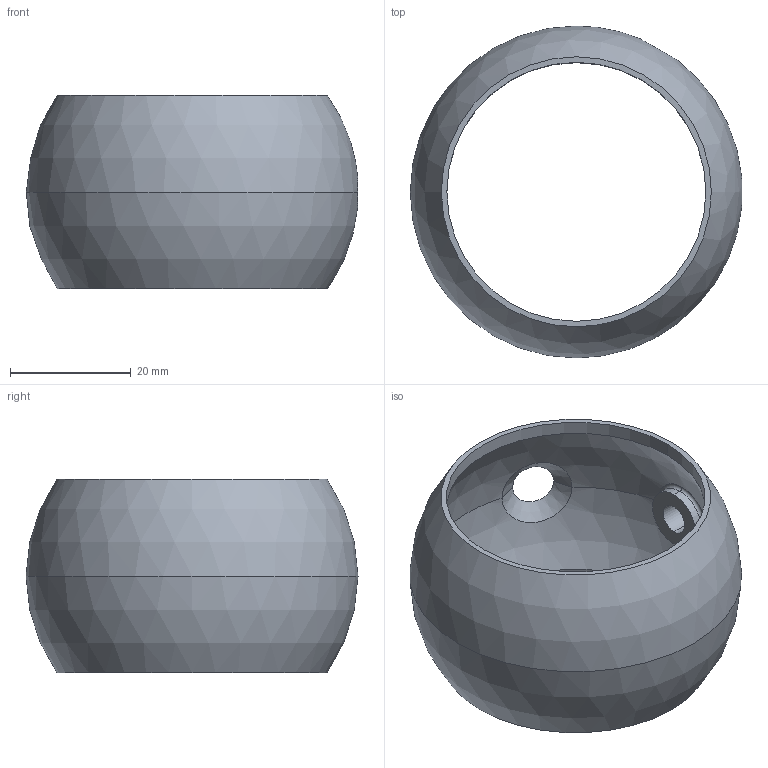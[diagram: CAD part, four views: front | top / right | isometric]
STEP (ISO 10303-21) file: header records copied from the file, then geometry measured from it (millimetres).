
FILE_DESCRIPTION (( 'STEP AP203' ), '1' );
FILE_NAME ('0100000000003852_24_A6_42-55-35-B.STEP', '2022-10-26T10:50:00', ( '' ), ( '' ), 'SwSTEP 2.0', 'SolidWorks 2019', '' );
FILE_SCHEMA (( 'CONFIG_CONTROL_DESIGN' ));
Length unit declared in the file: millimetre
Products named in the file (1): 0100000000003852_24_A6_42-55-35-B
Bounding box: 54.89 x 55 x 32 mm (x, y, z)
Volume: 10158.5 mm3; surface area: 10829 mm2
Topology: 1 solids, 1 shells, 19 faces, 54 edges, 34 vertices
Faces by surface type: cylinder 8, sphere 4, plane 3, cone 2, torus 2
Entity records: 709 total; most frequent: DIRECTION 130, CARTESIAN_POINT 104, ORIENTED_EDGE 100, AXIS2_PLACEMENT_3D 60, EDGE_CURVE 50, CIRCLE 40, VERTEX_POINT 34, EDGE_LOOP 26
